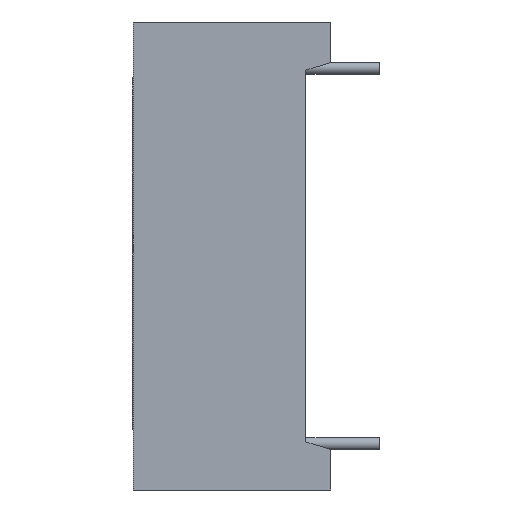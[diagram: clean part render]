
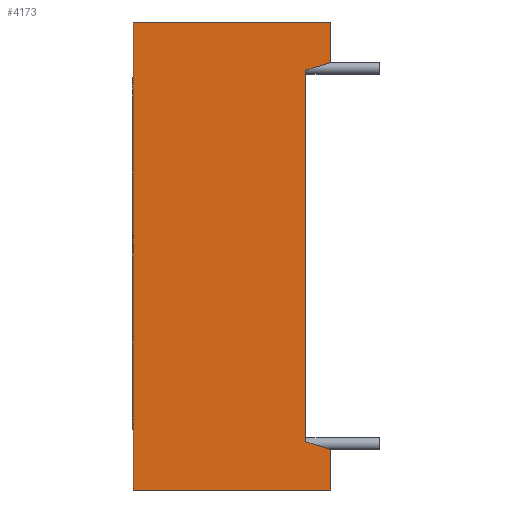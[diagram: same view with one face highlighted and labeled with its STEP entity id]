
A CAD part, left-side view. The second image highlights one B-rep face of the part: STEP entity #4173.
In plain terms, the highlighted planar face has unit normal (-1, 0, 0).
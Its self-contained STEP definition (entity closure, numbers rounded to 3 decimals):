
#139=PLANE('',#4513);
#389=FACE_OUTER_BOUND('',#671,.T.);
#671=EDGE_LOOP('',(#3114,#3115,#3116,#3117,#3118,#3119,#3120,#3121));
#924=LINE('',#6075,#1436);
#935=LINE('',#6096,#1447);
#962=LINE('',#6149,#1474);
#967=LINE('',#6158,#1479);
#970=LINE('',#6163,#1482);
#975=LINE('',#6173,#1487);
#977=LINE('',#6176,#1489);
#978=LINE('',#6177,#1490);
#1436=VECTOR('',#4910,10.);
#1447=VECTOR('',#4923,10.);
#1474=VECTOR('',#4964,10.);
#1479=VECTOR('',#4971,10.);
#1482=VECTOR('',#4976,10.);
#1487=VECTOR('',#4985,10.);
#1489=VECTOR('',#4989,10.);
#1490=VECTOR('',#4990,10.);
#2023=VERTEX_POINT('',#6072);
#2024=VERTEX_POINT('',#6074);
#2032=VERTEX_POINT('',#6093);
#2033=VERTEX_POINT('',#6095);
#2052=VERTEX_POINT('',#6148);
#2053=VERTEX_POINT('',#6152);
#2056=VERTEX_POINT('',#6162);
#2059=VERTEX_POINT('',#6172);
#2420=EDGE_CURVE('',#2024,#2023,#924,.T.);
#2431=EDGE_CURVE('',#2032,#2033,#935,.T.);
#2458=EDGE_CURVE('',#2052,#2033,#962,.T.);
#2463=EDGE_CURVE('',#2053,#2052,#967,.T.);
#2466=EDGE_CURVE('',#2053,#2056,#970,.T.);
#2471=EDGE_CURVE('',#2059,#2032,#975,.T.);
#2473=EDGE_CURVE('',#2024,#2059,#977,.T.);
#2474=EDGE_CURVE('',#2056,#2023,#978,.T.);
#3114=ORIENTED_EDGE('',*,*,#2431,.F.);
#3115=ORIENTED_EDGE('',*,*,#2471,.F.);
#3116=ORIENTED_EDGE('',*,*,#2473,.F.);
#3117=ORIENTED_EDGE('',*,*,#2420,.T.);
#3118=ORIENTED_EDGE('',*,*,#2474,.F.);
#3119=ORIENTED_EDGE('',*,*,#2466,.F.);
#3120=ORIENTED_EDGE('',*,*,#2463,.T.);
#3121=ORIENTED_EDGE('',*,*,#2458,.T.);
#4173=ADVANCED_FACE('',(#389),#139,.T.);
#4513=AXIS2_PLACEMENT_3D('',#6175,#4987,#4988);
#4910=DIRECTION('',(0.,1.,0.));
#4923=DIRECTION('',(0.,0.,-1.));
#4964=DIRECTION('',(0.,0.958,0.287));
#4971=DIRECTION('',(0.,0.,1.));
#4976=DIRECTION('',(0.,1.,0.));
#4985=DIRECTION('',(0.,0.958,-0.287));
#4987=DIRECTION('center_axis',(-1.,0.,0.));
#4988=DIRECTION('ref_axis',(0.,0.,1.));
#4989=DIRECTION('',(0.,0.,-1.));
#4990=DIRECTION('',(0.,0.,1.));
#6072=CARTESIAN_POINT('',(-25.15,8.,9.5));
#6074=CARTESIAN_POINT('',(-25.15,0.,9.5));
#6075=CARTESIAN_POINT('',(-25.15,1.,9.5));
#6093=CARTESIAN_POINT('',(-25.15,1.,7.55));
#6095=CARTESIAN_POINT('',(-25.15,1.,-7.55));
#6096=CARTESIAN_POINT('',(-25.15,1.,9.5));
#6148=CARTESIAN_POINT('',(-25.15,0.,-7.85));
#6149=CARTESIAN_POINT('',(-25.15,0.,-7.85));
#6152=CARTESIAN_POINT('',(-25.15,0.,-9.5));
#6158=CARTESIAN_POINT('',(-25.15,0.,-9.5));
#6162=CARTESIAN_POINT('',(-25.15,8.,-9.5));
#6163=CARTESIAN_POINT('',(-25.15,1.,-9.5));
#6172=CARTESIAN_POINT('',(-25.15,0.,7.85));
#6173=CARTESIAN_POINT('',(-25.15,0.,7.85));
#6175=CARTESIAN_POINT('Origin',(-25.15,1.,-9.5));
#6176=CARTESIAN_POINT('',(-25.15,0.,9.5));
#6177=CARTESIAN_POINT('',(-25.15,8.,9.5));
